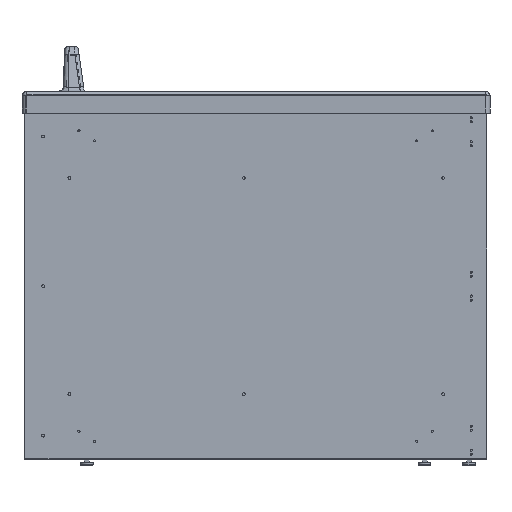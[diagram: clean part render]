
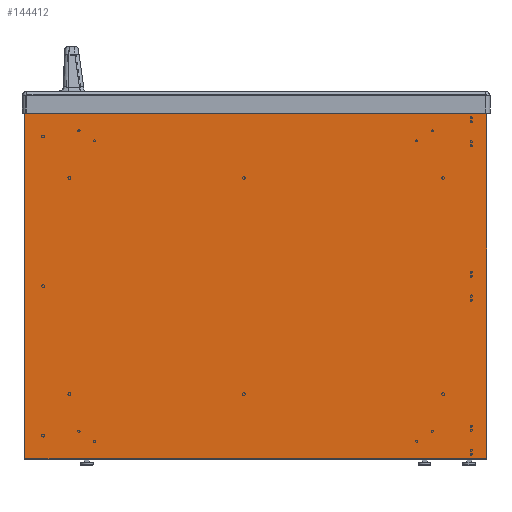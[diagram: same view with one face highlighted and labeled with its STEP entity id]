
A CAD part, front view. The second image highlights one B-rep face of the part: STEP entity #144412.
In plain terms, the highlighted face is planar.
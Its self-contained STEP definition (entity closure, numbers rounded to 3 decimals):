
#143386=CARTESIAN_POINT('',(-842.0,-371.0,554.2));
#143387=VERTEX_POINT('',#143386);
#143388=CARTESIAN_POINT('',(-842.0,-371.0,0.8));
#143389=VERTEX_POINT('',#143388);
#143390=CARTESIAN_POINT('',(-842.0,-371.0,554.2));
#143391=DIRECTION('',(0.0,0.0,-1.0));
#143392=VECTOR('',#143391,553.4);
#143393=LINE('',#143390,#143392);
#143394=EDGE_CURVE('',#143387,#143389,#143393,.T.);
#143494=CARTESIAN_POINT('',(-842.0,370.2,0.8));
#143495=VERTEX_POINT('',#143494);
#143496=CARTESIAN_POINT('',(-842.0,-371.0,0.8));
#143497=DIRECTION('',(0.0,1.0,0.0));
#143498=VECTOR('',#143497,741.2);
#143499=LINE('',#143496,#143498);
#143500=EDGE_CURVE('',#143495,#143389,#143499,.F.);
#143523=CARTESIAN_POINT('',(-842.0,370.2,554.2));
#143524=VERTEX_POINT('',#143523);
#143534=CARTESIAN_POINT('',(-842.0,370.2,554.2));
#143535=DIRECTION('',(0.0,0.0,-1.0));
#143536=VECTOR('',#143535,553.4);
#143537=LINE('',#143534,#143536);
#143538=EDGE_CURVE('',#143524,#143495,#143537,.T.);
#143556=CARTESIAN_POINT('',(-842.0,-371.0,554.2));
#143557=DIRECTION('',(0.0,1.0,0.0));
#143558=VECTOR('',#143557,741.2);
#143559=LINE('',#143556,#143558);
#143560=EDGE_CURVE('',#143387,#143524,#143559,.T.);
#144401=CARTESIAN_POINT('',(-842.0,-371.0,555.0));
#144402=DIRECTION('',(-1.0,0.0,0.0));
#144403=DIRECTION('',(0.0,0.0,1.0));
#144404=AXIS2_PLACEMENT_3D('',#144401,#144402,#144403);
#144405=PLANE('',#144404);
#144406=ORIENTED_EDGE('',*,*,#143538,.T.);
#144407=ORIENTED_EDGE('',*,*,#143500,.T.);
#144408=ORIENTED_EDGE('',*,*,#143394,.F.);
#144409=ORIENTED_EDGE('',*,*,#143560,.T.);
#144410=EDGE_LOOP('',(#144406,#144407,#144408,#144409));
#144411=FACE_OUTER_BOUND('',#144410,.T.);
#144412=ADVANCED_FACE('',(#144411),#144405,.T.);
